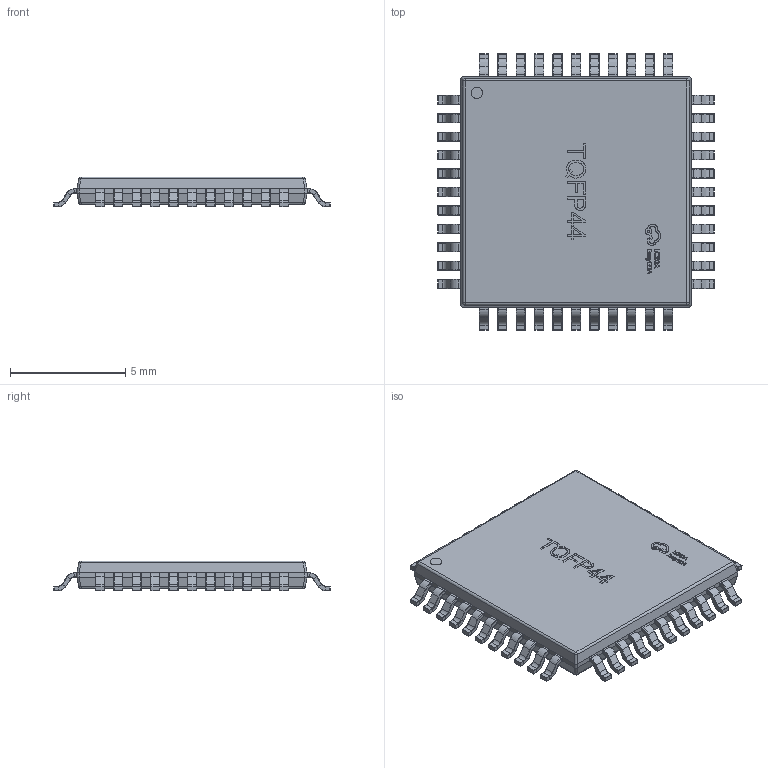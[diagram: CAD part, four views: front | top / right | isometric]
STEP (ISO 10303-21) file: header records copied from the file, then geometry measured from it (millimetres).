
FILE_DESCRIPTION (( 'STEP AP214' ), '1' );
FILE_NAME ('TQFP-44_L10.0-W10.0-H1.2-LS12.0-P0.80.step', '2022-07-09T05:27:17', ( '' ), ( '' ), 'SwSTEP 2.0', 'SolidWorks 2020', '' );
FILE_SCHEMA (( 'AUTOMOTIVE_DESIGN' ));
Length unit declared in the file: millimetre
Products named in the file (1): TQFP-44_L10.0-W10.0-H1.2-LS12.0-P0.80
Bounding box: 12 x 12 x 1.3 mm (x, y, z)
Volume: 122.3 mm3; surface area: 310.7 mm2
Topology: 45 solids, 45 shells, 2708 faces, 5871 edges, 3202 vertices
Faces by surface type: plane 1050, cylinder 946, torus 352, sphere 228, bspline 132
Entity records: 102609 total; most frequent: CARTESIAN_POINT 14626, DIRECTION 12829, ORIENTED_EDGE 11390, EDGE_CURVE 5695, AXIS2_PLACEMENT_3D 4849, VECTOR 3131, LINE 3131, VERTEX_POINT 3114
